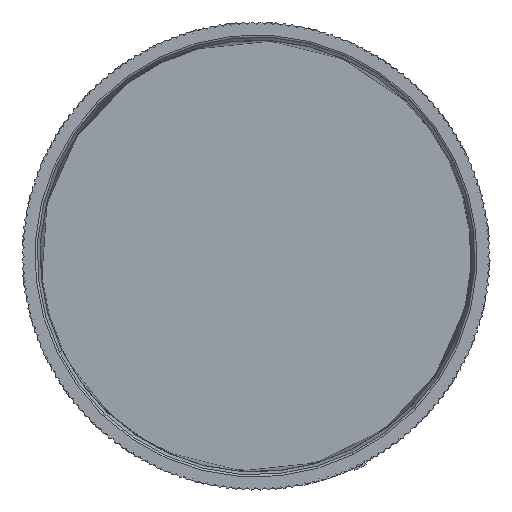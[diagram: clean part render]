
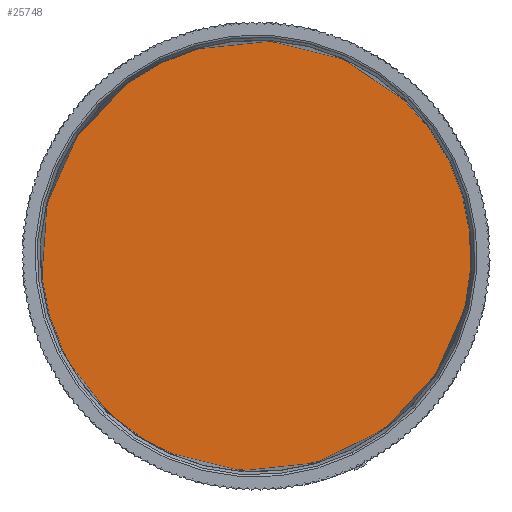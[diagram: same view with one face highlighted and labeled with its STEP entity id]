
A CAD part, left-side view. The second image highlights one B-rep face of the part: STEP entity #25748.
In plain terms, the highlighted planar face has unit normal (-1, 0, 0).
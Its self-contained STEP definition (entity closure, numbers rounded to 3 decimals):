
#13078=CARTESIAN_POINT('',(29.376,0.,0.));
#13079=DIRECTION('',(-1.,0.,0.));
#13080=DIRECTION('',(0.,0.899,-0.438));
#13081=AXIS2_PLACEMENT_3D('',#13078,#13079,#13080);
#13086=CARTESIAN_POINT('',(29.376,0.,0.));
#13087=DIRECTION('',(-1.,0.,0.));
#13088=DIRECTION('',(0.,-0.899,0.438));
#13089=AXIS2_PLACEMENT_3D('',#13086,#13087,#13088);
#13094=CARTESIAN_POINT('',(29.376,0.,0.));
#13095=DIRECTION('',(-1.,0.,0.));
#13096=DIRECTION('',(0.,0.864,-0.503));
#13097=AXIS2_PLACEMENT_3D('',#13094,#13095,#13096);
#15505=CARTESIAN_POINT('',(29.376,-16.538,
8.066));
#15507=VERTEX_POINT('',#15505);
#15509=CARTESIAN_POINT('',(29.376,16.538,
-8.066));
#15511=VERTEX_POINT('',#15509);
#15513=CARTESIAN_POINT('',(29.376,15.901,
-9.258));
#15514=VERTEX_POINT('',#15513);
#25737=CARTESIAN_POINT('',(29.376,-8.066,
-16.538));
#25738=DIRECTION('',(-1.,0.,0.));
#25739=DIRECTION('',(0.,0.438,0.899));
#25740=AXIS2_PLACEMENT_3D('',#25737,#25738,#25739);
#25741=PLANE('',#25740);
#25742=ORIENTED_EDGE('',*,*,#25712,.F.);
#25744=ORIENTED_EDGE('',*,*,#25743,.F.);
#25745=ORIENTED_EDGE('',*,*,#25714,.F.);
#25746=EDGE_LOOP('',(#25742,#25744,#25745));
#25747=FACE_OUTER_BOUND('',#25746,.F.);
#25748=ADVANCED_FACE('',(#25747),#25741,.T.);
#13082=CIRCLE('',#13081,18.4);
#13090=CIRCLE('',#13089,18.4);
#13098=CIRCLE('',#13097,18.4);
#25712=EDGE_CURVE('',#15511,#15514,#13082,.T.);
#25714=EDGE_CURVE('',#15514,#15507,#13098,.T.);
#25743=EDGE_CURVE('',#15507,#15511,#13090,.T.);
